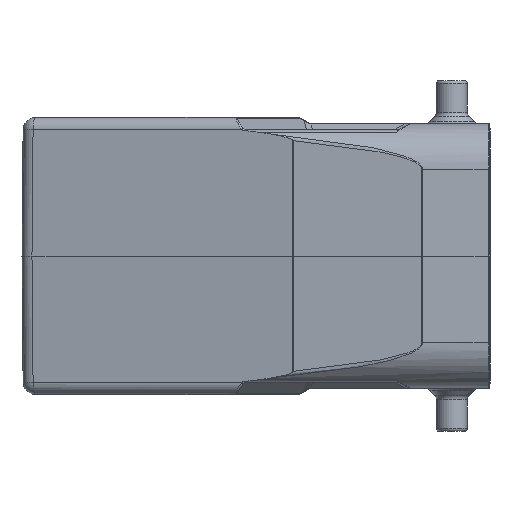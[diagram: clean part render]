
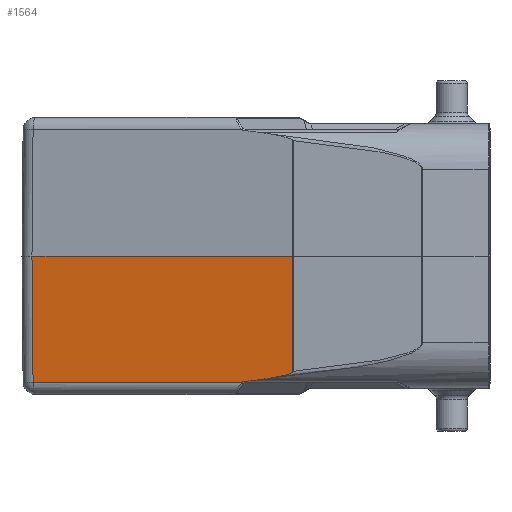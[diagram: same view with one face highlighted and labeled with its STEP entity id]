
A CAD part, left-side view. The second image highlights one B-rep face of the part: STEP entity #1564.
In plain terms, the highlighted planar face has unit normal (-0.982, 0.191, -0.009).
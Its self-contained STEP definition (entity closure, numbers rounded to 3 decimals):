
#300=B_SPLINE_CURVE_WITH_KNOTS('',3,(#17673,#17674,#17675,#17676,#17677,
#17678,#17679,#17680,#17681,#17682),.UNSPECIFIED.,.F.,.F.,(4,3,3,4),(0.,
0.092,0.449,1.),.UNSPECIFIED.);
#989=FACE_OUTER_BOUND('',#2689,.T.);
#1564=ADVANCED_FACE('',(#989),#1861,.T.);
#1861=PLANE('',#10461);
#2061=ELLIPSE('',#10459,10.482,2.);
#2062=ELLIPSE('',#10460,39.308,7.5);
#2689=EDGE_LOOP('',(#5186,#5187,#5188,#5189,#5190,#5191,#5192,#5193));
#5186=ORIENTED_EDGE('',*,*,#7857,.T.);
#5187=ORIENTED_EDGE('',*,*,#7858,.F.);
#5188=ORIENTED_EDGE('',*,*,#7859,.F.);
#5189=ORIENTED_EDGE('',*,*,#7842,.F.);
#5190=ORIENTED_EDGE('',*,*,#7852,.F.);
#5191=ORIENTED_EDGE('',*,*,#7860,.T.);
#5192=ORIENTED_EDGE('',*,*,#7861,.T.);
#5193=ORIENTED_EDGE('',*,*,#7854,.F.);
#6604=VERTEX_POINT('',#17663);
#6605=VERTEX_POINT('',#17672);
#6610=VERTEX_POINT('',#17831);
#6611=VERTEX_POINT('',#17837);
#6613=VERTEX_POINT('',#17840);
#6615=VERTEX_POINT('',#17846);
#6616=VERTEX_POINT('',#17848);
#6617=VERTEX_POINT('',#17851);
#7842=EDGE_CURVE('',#6605,#6604,#300,.T.);
#7852=EDGE_CURVE('',#6610,#6605,#8712,.T.);
#7854=EDGE_CURVE('',#6611,#6613,#8713,.T.);
#7857=EDGE_CURVE('',#6611,#6615,#8715,.T.);
#7858=EDGE_CURVE('',#6616,#6615,#2061,.T.);
#7859=EDGE_CURVE('',#6604,#6616,#2062,.T.);
#7860=EDGE_CURVE('',#6610,#6617,#8716,.T.);
#7861=EDGE_CURVE('',#6617,#6613,#8717,.T.);
#8712=LINE('',#17834,#9453);
#8713=LINE('',#17839,#9454);
#8715=LINE('',#17845,#9456);
#8716=LINE('',#17850,#9457);
#8717=LINE('',#17852,#9458);
#9453=VECTOR('',#12775,1.);
#9454=VECTOR('',#12780,1.);
#9456=VECTOR('',#12786,1.);
#9457=VECTOR('',#12791,1.);
#9458=VECTOR('',#12792,1.);
#10459=AXIS2_PLACEMENT_3D('',#17847,#12787,#12788);
#10460=AXIS2_PLACEMENT_3D('',#17849,#12789,#12790);
#10461=AXIS2_PLACEMENT_3D('',#17853,#12793,#12794);
#12775=DIRECTION('',(0.009,-0.001,-1.));
#12780=DIRECTION('',(0.191,0.982,0.));
#12786=DIRECTION('',(-0.13,-0.634,0.763));
#12787=DIRECTION('',(0.982,-0.191,0.009));
#12788=DIRECTION('',(0.191,0.982,0.002));
#12789=DIRECTION('',(0.982,-0.191,0.009));
#12790=DIRECTION('',(0.191,0.982,0.002));
#12791=DIRECTION('',(0.191,0.982,0.));
#12792=DIRECTION('',(0.007,-0.009,-1.));
#12793=DIRECTION('',(-0.982,0.191,-0.009));
#12794=DIRECTION('',(-0.191,-0.982,0.));
#17663=CARTESIAN_POINT('',(-43.862,3.672,-19.817));
#17672=CARTESIAN_POINT('',(-44.58,0.024,-18.83));
#17673=CARTESIAN_POINT('',(-44.58,0.024,-18.83));
#17674=CARTESIAN_POINT('',(-44.564,0.102,-18.917));
#17675=CARTESIAN_POINT('',(-44.542,0.213,-18.97));
#17676=CARTESIAN_POINT('',(-44.521,0.318,-19.019));
#17677=CARTESIAN_POINT('',(-44.439,0.729,-19.21));
#17678=CARTESIAN_POINT('',(-44.352,1.174,-19.317));
#17679=CARTESIAN_POINT('',(-44.265,1.614,-19.421));
#17680=CARTESIAN_POINT('',(-44.132,2.294,-19.582));
#17681=CARTESIAN_POINT('',(-43.997,2.982,-19.707));
#17682=CARTESIAN_POINT('',(-43.862,3.672,-19.817));
#17831=CARTESIAN_POINT('',(-44.743,0.048,0.));
#17834=CARTESIAN_POINT('',(-44.743,0.048,0.003));
#17837=CARTESIAN_POINT('',(-42.957,8.295,-20.517));
#17839=CARTESIAN_POINT('',(-42.957,8.295,-20.517));
#17840=CARTESIAN_POINT('',(-36.366,42.203,-20.517));
#17845=CARTESIAN_POINT('',(-46.306,-8.036,-0.864));
#17846=CARTESIAN_POINT('',(-42.981,8.178,-20.377));
#17847=CARTESIAN_POINT('',(-42.29,11.82,-18.5));
#17848=CARTESIAN_POINT('',(-43.44,5.83,-20.136));
#17849=CARTESIAN_POINT('',(-39.128,28.295,-14.));
#17850=CARTESIAN_POINT('',(-44.742,0.05,0.));
#17851=CARTESIAN_POINT('',(-36.514,42.382,0.));
#17852=CARTESIAN_POINT('',(-36.514,42.382,0.));
#17853=CARTESIAN_POINT('',(-46.119,-7.035,0.));
